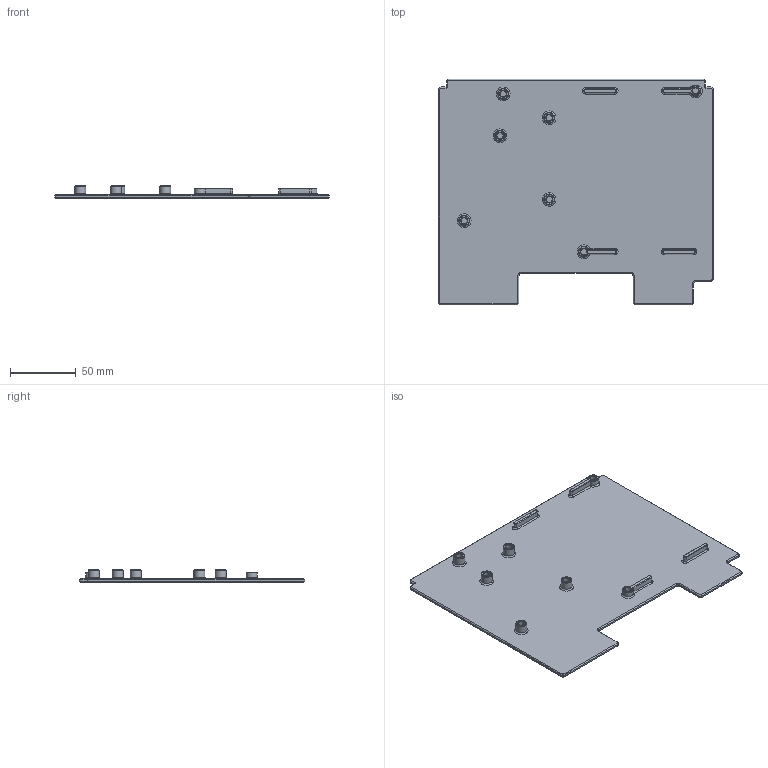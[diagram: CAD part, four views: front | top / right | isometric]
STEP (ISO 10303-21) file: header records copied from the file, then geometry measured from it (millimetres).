
FILE_DESCRIPTION(/* description */ (''),/* implementation_level */ '2;1');
FILE_NAME(/* name */ 'Deck_no_Logo.step',/* time_stamp */ '2020-04-19T22:32:21+02:00',/* author */ (''),/* organization */ (''),/* preprocessor_version */ 'ST-DEVELOPER v18.1',/* originating_system */ 'Autodesk Translation Framework v9.2.0.1227',/* authorisation */ '');
FILE_SCHEMA (('AUTOMOTIVE_DESIGN { 1 0 10303 214 3 1 1 }'));
Length unit declared in the file: millimetre
Products named in the file (2): (Nicht gespeichert); Deck_Panel_ v1
Assembly tree (1 placements, depth 2):
  (Nicht gespeichert)
    Deck_Panel_ v1
Bounding box: 209 x 172 x 9.8 mm (x, y, z)
Volume: 96240.5 mm3; surface area: 71140.7 mm2
Topology: 1 solids, 1 shells, 192 faces, 418 edges, 244 vertices
Faces by surface type: plane 83, cone 48, cylinder 45, torus 14, bspline 2
Full cylindrical faces by diameter (mm): 4.7 x7, 8.36 x5
Entity records: 5431 total; most frequent: CARTESIAN_POINT 1135, DIRECTION 943, ORIENTED_EDGE 836, EDGE_CURVE 418, AXIS2_PLACEMENT_3D 354, VERTEX_POINT 244, LINE 235, VECTOR 235
